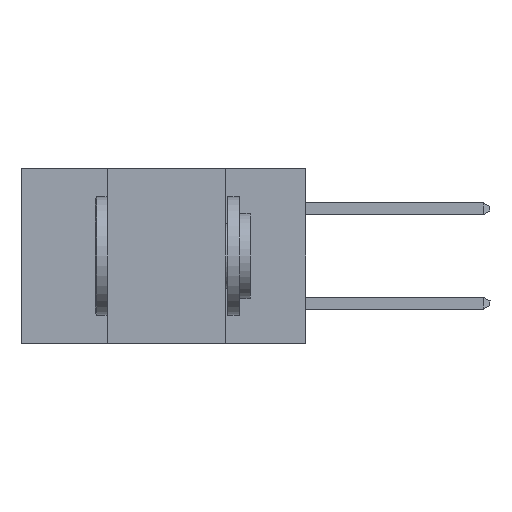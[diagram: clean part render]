
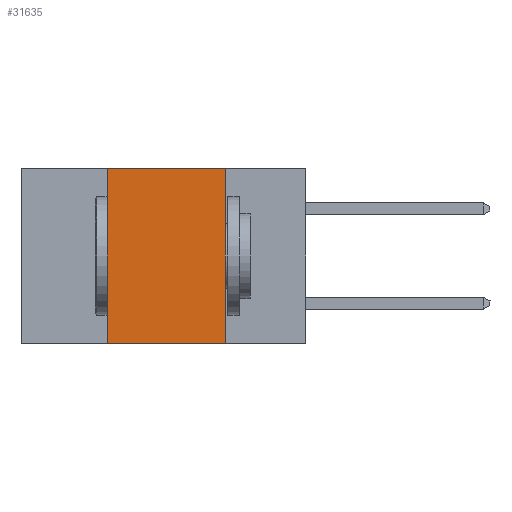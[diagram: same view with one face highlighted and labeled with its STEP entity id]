
A CAD part, left-side view. The second image highlights one B-rep face of the part: STEP entity #31635.
In plain terms, the highlighted planar face has unit normal (-1, 0, 0).
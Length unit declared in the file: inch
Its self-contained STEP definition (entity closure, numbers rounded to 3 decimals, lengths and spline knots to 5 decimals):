
#552 = EDGE_CURVE ( 'NONE', #14704, #7198, #28224, .T. ) ;
#1532 = CARTESIAN_POINT ( 'NONE',  ( 0., 0.17, 0. ) ) ;
#1565 = ORIENTED_EDGE ( 'NONE', *, *, #31357, .F. ) ;
#3265 = CARTESIAN_POINT ( 'NONE',  ( 0., 0.6, 0. ) ) ;
#4161 = DIRECTION ( 'NONE',  ( 0., -1., 0. ) ) ;
#5319 = VECTOR ( 'NONE', #27960, 39.37008 ) ;
#5971 = EDGE_CURVE ( 'NONE', #23265, #30746, #18877, .T. ) ;
#6367 = DIRECTION ( 'NONE',  ( 0., 0., -1. ) ) ;
#6916 = ORIENTED_EDGE ( 'NONE', *, *, #30509, .F. ) ;
#7198 = VERTEX_POINT ( 'NONE', #8411 ) ;
#7823 = VECTOR ( 'NONE', #6367, 39.37008 ) ;
#8411 = CARTESIAN_POINT ( 'NONE',  ( 0., 0.17, -0.37 ) ) ;
#10188 = LINE ( 'NONE', #30546, #5319 ) ;
#11774 = FACE_OUTER_BOUND ( 'NONE', #16753, .T. ) ;
#12240 = CARTESIAN_POINT ( 'NONE',  ( 0., 0.6, 0. ) ) ;
#13211 = ORIENTED_EDGE ( 'NONE', *, *, #5971, .F. ) ;
#13397 = DIRECTION ( 'NONE',  ( 0., -1., 0. ) ) ;
#13705 = CARTESIAN_POINT ( 'NONE',  ( 0., 0.42, -0.37 ) ) ;
#14625 = AXIS2_PLACEMENT_3D ( 'NONE', #3265, #28857, #31439 ) ;
#14704 = VERTEX_POINT ( 'NONE', #13705 ) ;
#16753 = EDGE_LOOP ( 'NONE', ( #6916, #13211, #1565, #32783 ) ) ;
#17262 = VECTOR ( 'NONE', #4161, 39.37008 ) ;
#18877 = LINE ( 'NONE', #12240, #17262 ) ;
#20527 = VECTOR ( 'NONE', #13397, 39.37008 ) ;
#22692 = CARTESIAN_POINT ( 'NONE',  ( 0., 0.17, 0. ) ) ;
#23265 = VERTEX_POINT ( 'NONE', #23381 ) ;
#23381 = CARTESIAN_POINT ( 'NONE',  ( 0., 0.42, 0. ) ) ;
#26254 = PLANE ( 'NONE',  #14625 ) ;
#26394 = CARTESIAN_POINT ( 'NONE',  ( 0., 0.6, -0.37 ) ) ;
#27960 = DIRECTION ( 'NONE',  ( 0., 0., 1. ) ) ;
#28224 = LINE ( 'NONE', #26394, #20527 ) ;
#28420 = LINE ( 'NONE', #1532, #7823 ) ;
#28857 = DIRECTION ( 'NONE',  ( 1., 0., 0. ) ) ;
#30509 = EDGE_CURVE ( 'NONE', #30746, #7198, #28420, .T. ) ;
#30546 = CARTESIAN_POINT ( 'NONE',  ( 0., 0.42, 0. ) ) ;
#30746 = VERTEX_POINT ( 'NONE', #22692 ) ;
#31357 = EDGE_CURVE ( 'NONE', #14704, #23265, #10188, .T. ) ;
#31439 = DIRECTION ( 'NONE',  ( 0., 0., -1. ) ) ;
#31635 = ADVANCED_FACE ( 'NONE', ( #11774 ), #26254, .F. ) ;
#32783 = ORIENTED_EDGE ( 'NONE', *, *, #552, .T. ) ;
